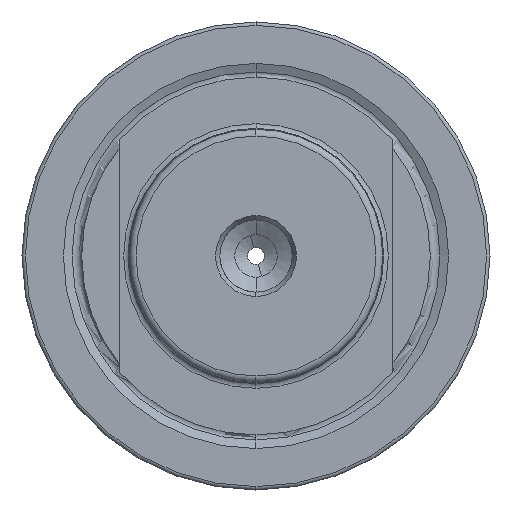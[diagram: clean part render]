
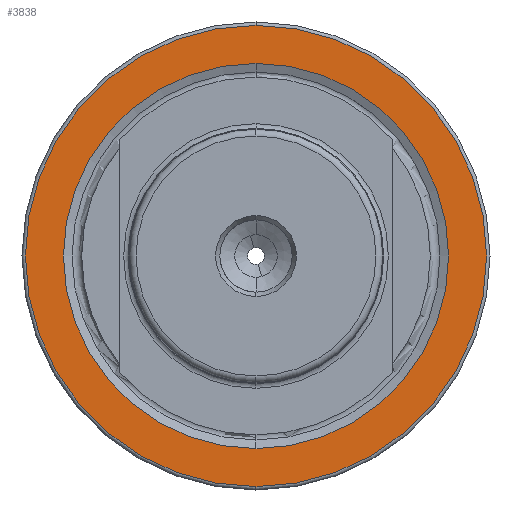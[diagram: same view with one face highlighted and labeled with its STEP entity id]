
A CAD part, left-side view. The second image highlights one B-rep face of the part: STEP entity #3838.
In plain terms, the highlighted planar face has unit normal (-1, 0, 0).
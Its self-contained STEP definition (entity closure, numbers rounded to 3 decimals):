
#1145 = EDGE_CURVE ( 'NONE', #5937, #5358, #9851, .T. ) ;
#1149 = EDGE_CURVE ( 'NONE', #5414, #5466, #9572, .T. ) ;
#3838 = ADVANCED_FACE ( 'NONE', ( #11636, #11637 ), #11638, .F. ) ;
#4235 = CARTESIAN_POINT ( 'NONE',  ( 30., 0., 0. ) ) ;
#4236 = DIRECTION ( 'NONE',  ( -1., 0., 0. ) ) ;
#4237 = DIRECTION ( 'NONE',  ( 0., 0., 1. ) ) ;
#4247 = CARTESIAN_POINT ( 'NONE',  ( 30., 0., 0. ) ) ;
#4248 = DIRECTION ( 'NONE',  ( -1., 0., 0. ) ) ;
#4249 = DIRECTION ( 'NONE',  ( 0., 0., 1. ) ) ;
#4296 = AXIS2_PLACEMENT_3D ( 'NONE', #11633, #11640, #11641 ) ;
#5358 = VERTEX_POINT ( 'NONE', #12653 ) ;
#5414 = VERTEX_POINT ( 'NONE', #12683 ) ;
#5466 = VERTEX_POINT ( 'NONE', #12728 ) ;
#5937 = VERTEX_POINT ( 'NONE', #11894 ) ;
#6411 = ORIENTED_EDGE ( 'NONE', *, *, #9075, .F. ) ;
#6412 = ORIENTED_EDGE ( 'NONE', *, *, #1149, .F. ) ;
#6413 = ORIENTED_EDGE ( 'NONE', *, *, #1145, .T. ) ;
#6414 = ORIENTED_EDGE ( 'NONE', *, *, #9076, .T. ) ;
#8584 = EDGE_LOOP ( 'NONE', ( #6413, #6414 ) ) ;
#8602 = EDGE_LOOP ( 'NONE', ( #6411, #6412 ) ) ;
#9075 = EDGE_CURVE ( 'NONE', #5466, #5414, #9980, .T. ) ;
#9076 = EDGE_CURVE ( 'NONE', #5358, #5937, #9982, .T. ) ;
#9562 = AXIS2_PLACEMENT_3D ( 'NONE', #4247, #4248, #4249 ) ;
#9572 = CIRCLE ( 'NONE', #9562, 22.632 ) ;
#9851 = CIRCLE ( 'NONE', #9858, 27.1 ) ;
#9858 = AXIS2_PLACEMENT_3D ( 'NONE', #4235, #4236, #4237 ) ;
#9980 = CIRCLE ( 'NONE', #9983, 22.632 ) ;
#9982 = CIRCLE ( 'NONE', #9985, 27.1 ) ;
#9983 = AXIS2_PLACEMENT_3D ( 'NONE', #14543, #14544, #14545 ) ;
#9985 = AXIS2_PLACEMENT_3D ( 'NONE', #14546, #14547, #14548 ) ;
#11633 = CARTESIAN_POINT ( 'NONE',  ( 30., -22.632, 0. ) ) ;
#11636 = FACE_BOUND ( 'NONE', #8602, .T. ) ;
#11637 = FACE_OUTER_BOUND ( 'NONE', #8584, .T. ) ;
#11638 = PLANE ( 'NONE',  #4296 ) ;
#11640 = DIRECTION ( 'NONE',  ( 1., 0., 0. ) ) ;
#11641 = DIRECTION ( 'NONE',  ( 0., 0., -1. ) ) ;
#11894 = CARTESIAN_POINT ( 'NONE',  ( 30., 0., 27.1 ) ) ;
#12653 = CARTESIAN_POINT ( 'NONE',  ( 30., 0., -27.1 ) ) ;
#12683 = CARTESIAN_POINT ( 'NONE',  ( 30., 0., -22.632 ) ) ;
#12728 = CARTESIAN_POINT ( 'NONE',  ( 30., 0., 22.632 ) ) ;
#14543 = CARTESIAN_POINT ( 'NONE',  ( 30., 0., 0. ) ) ;
#14544 = DIRECTION ( 'NONE',  ( -1., 0., 0. ) ) ;
#14545 = DIRECTION ( 'NONE',  ( 0., 0., 1. ) ) ;
#14546 = CARTESIAN_POINT ( 'NONE',  ( 30., 0., 0. ) ) ;
#14547 = DIRECTION ( 'NONE',  ( -1., 0., 0. ) ) ;
#14548 = DIRECTION ( 'NONE',  ( 0., 0., 1. ) ) ;
